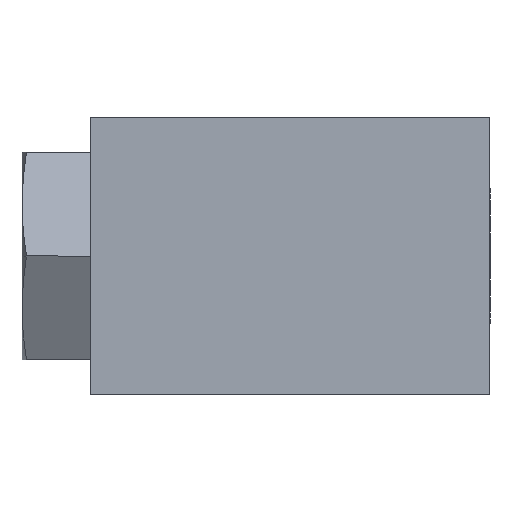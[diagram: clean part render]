
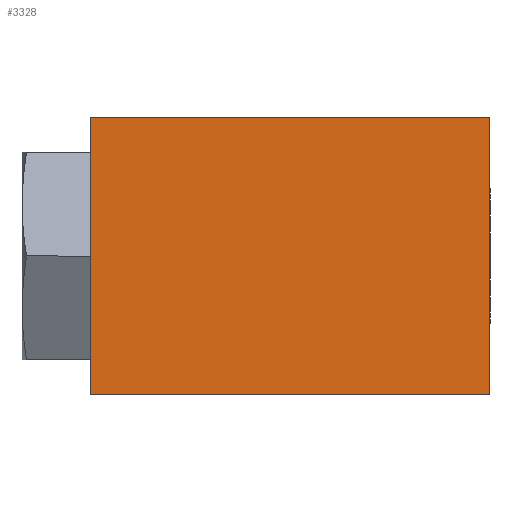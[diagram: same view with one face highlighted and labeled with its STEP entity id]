
A CAD part, left-side view. The second image highlights one B-rep face of the part: STEP entity #3328.
In plain terms, the highlighted planar face has unit normal (-1, 0, 0).
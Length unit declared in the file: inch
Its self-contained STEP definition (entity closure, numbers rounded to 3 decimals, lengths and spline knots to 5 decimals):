
#546 = CARTESIAN_POINT ( 'NONE',  ( -1., 2.88, -1. ) ) ;
#607 = ORIENTED_EDGE ( 'NONE', *, *, #7396, .T. ) ;
#651 = VERTEX_POINT ( 'NONE', #546 ) ;
#871 = DIRECTION ( 'NONE',  ( 0., -1., 0. ) ) ;
#903 = CARTESIAN_POINT ( 'NONE',  ( -1., 2.88, -1. ) ) ;
#1051 = EDGE_CURVE ( 'NONE', #651, #6008, #2143, .T. ) ;
#1250 = DIRECTION ( 'NONE',  ( 0., 0., 1. ) ) ;
#1372 = LINE ( 'NONE', #2696, #4504 ) ;
#1492 = DIRECTION ( 'NONE',  ( 0., 0., -1. ) ) ;
#2059 = EDGE_CURVE ( 'NONE', #651, #6189, #7310, .T. ) ;
#2143 = LINE ( 'NONE', #6186, #4826 ) ;
#2351 = CARTESIAN_POINT ( 'NONE',  ( -1., 2.88, 1. ) ) ;
#2439 = CARTESIAN_POINT ( 'NONE',  ( -1., 0., 1. ) ) ;
#2649 = CARTESIAN_POINT ( 'NONE',  ( -1., 2.88, -1. ) ) ;
#2696 = CARTESIAN_POINT ( 'NONE',  ( -1., 2.88, 1. ) ) ;
#2699 = VERTEX_POINT ( 'NONE', #2439 ) ;
#2830 = VECTOR ( 'NONE', #1250, 39.37008 ) ;
#3228 = DIRECTION ( 'NONE',  ( 1., 0., 0. ) ) ;
#3328 = ADVANCED_FACE ( 'NONE', ( #7155 ), #3776, .F. ) ;
#3580 = CARTESIAN_POINT ( 'NONE',  ( -1., 0., -1. ) ) ;
#3776 = PLANE ( 'NONE',  #7498 ) ;
#4451 = DIRECTION ( 'NONE',  ( 0., 0., 1. ) ) ;
#4504 = VECTOR ( 'NONE', #6328, 39.37008 ) ;
#4826 = VECTOR ( 'NONE', #871, 39.37008 ) ;
#4851 = EDGE_LOOP ( 'NONE', ( #607, #5118, #6374, #6731 ) ) ;
#5118 = ORIENTED_EDGE ( 'NONE', *, *, #5947, .F. ) ;
#5282 = LINE ( 'NONE', #3580, #2830 ) ;
#5947 = EDGE_CURVE ( 'NONE', #6189, #2699, #1372, .T. ) ;
#6000 = VECTOR ( 'NONE', #4451, 39.37008 ) ;
#6008 = VERTEX_POINT ( 'NONE', #6305 ) ;
#6186 = CARTESIAN_POINT ( 'NONE',  ( -1., 2.88, -1. ) ) ;
#6189 = VERTEX_POINT ( 'NONE', #2351 ) ;
#6305 = CARTESIAN_POINT ( 'NONE',  ( -1., 0., -1. ) ) ;
#6328 = DIRECTION ( 'NONE',  ( 0., -1., 0. ) ) ;
#6374 = ORIENTED_EDGE ( 'NONE', *, *, #2059, .F. ) ;
#6731 = ORIENTED_EDGE ( 'NONE', *, *, #1051, .T. ) ;
#7155 = FACE_OUTER_BOUND ( 'NONE', #4851, .T. ) ;
#7310 = LINE ( 'NONE', #2649, #6000 ) ;
#7396 = EDGE_CURVE ( 'NONE', #6008, #2699, #5282, .T. ) ;
#7498 = AXIS2_PLACEMENT_3D ( 'NONE', #903, #3228, #1492 ) ;
